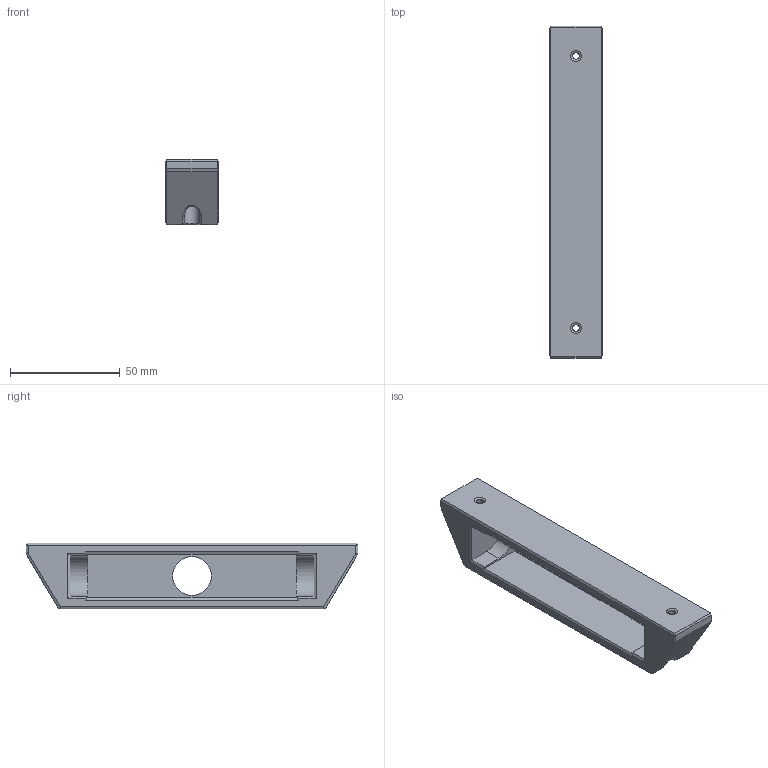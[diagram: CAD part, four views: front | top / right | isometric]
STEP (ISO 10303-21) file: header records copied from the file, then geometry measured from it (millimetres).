
FILE_DESCRIPTION(/* description */ (''),/* implementation_level */ '2;1');
FILE_NAME(/* name */ 'aluminium manifold holder.step',/* time_stamp */ '2025-06-12T19:18:02-04:00',/* author */ (''),/* organization */ (''),/* preprocessor_version */ 'ST-DEVELOPER v20.1',/* originating_system */ 'Autodesk Translation Framework v14.4.0.0',/* authorisation */ '');
FILE_SCHEMA (('AUTOMOTIVE_DESIGN { 1 0 10303 214 3 1 1 }'));
Length unit declared in the file: millimetre
Products named in the file (1): aluminium manifold holder
Bounding box: 24 x 151 x 30 mm (x, y, z)
Volume: 54247.4 mm3; surface area: 21507.7 mm2
Topology: 1 solids, 1 shells, 83 faces, 181 edges, 99 vertices
Faces by surface type: plane 67, cone 7, cylinder 7, bspline 2
Full cylindrical faces by diameter (mm): 3 x2, 7 x2, 17.7 x1
Entity records: 2353 total; most frequent: CARTESIAN_POINT 550, ORIENTED_EDGE 362, DIRECTION 354, EDGE_CURVE 181, LINE 146, VECTOR 146, AXIS2_PLACEMENT_3D 104, VERTEX_POINT 99
